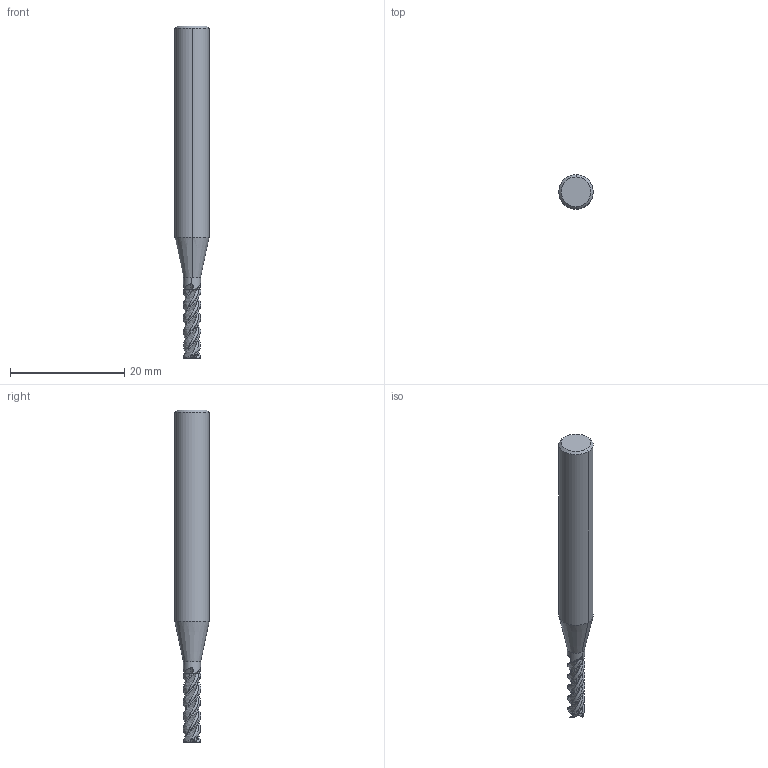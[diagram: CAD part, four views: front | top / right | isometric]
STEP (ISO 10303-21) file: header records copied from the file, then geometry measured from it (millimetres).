
FILE_DESCRIPTION(('no description'),'unknown implementation level');
FILE_NAME('K201523-3X12-Detail.stp',' ',('CIMSOURCE GmbH'),('CADClick - KiM GmbH - www.kimweb.de'),'unknown preprocess','ACIS','unknown authorization');
FILE_SCHEMA(('automotive_design'));
Length unit declared in the file: millimetre
Products named in the file (2): NOCUT; CUT
Bounding box: 6 x 6 x 58 mm (x, y, z)
Volume: 1217.7 mm3; surface area: 987.8 mm2
Topology: 2 solids, 2 shells, 79 faces, 210 edges, 135 vertices
Faces by surface type: plane 23, cone 20, revolution 16, bspline 16, cylinder 4
Entity records: 12042 total; most frequent: CARTESIAN_POINT 7882, STYLED_ITEM 426, PRESENTATION_STYLE_ASSIGNMENT 426, COLOUR_RGB 426, ORIENTED_EDGE 420, DIRECTION 282, EDGE_CURVE 210, CURVE_STYLE 210
